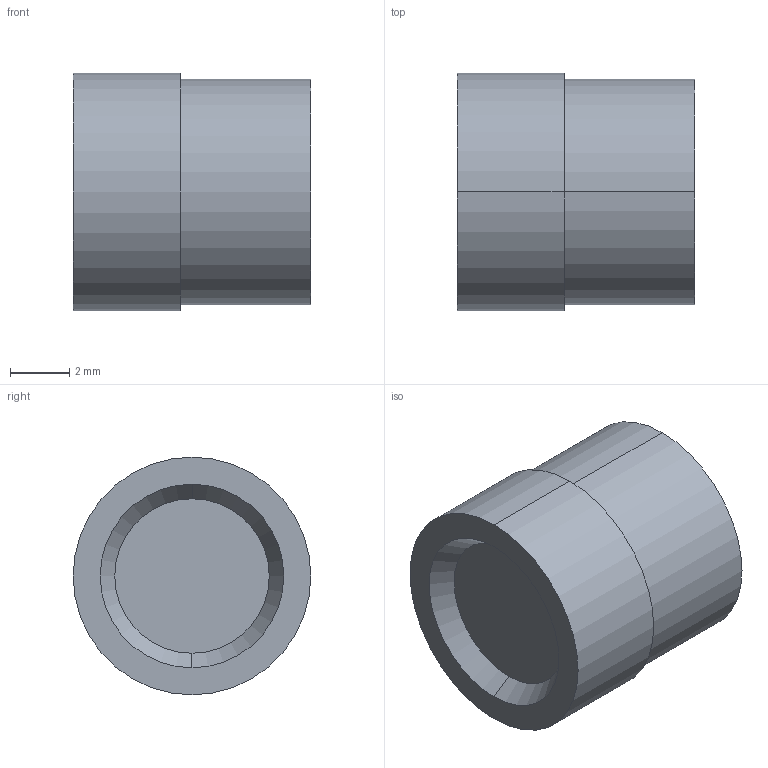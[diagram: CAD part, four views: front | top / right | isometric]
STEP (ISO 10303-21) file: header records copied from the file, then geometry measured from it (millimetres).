
FILE_DESCRIPTION (( 'STEP AP214' ), '1' );
FILE_NAME ('152-FCAP.STEP', '2014-10-06T14:33:43', ( 'allectra' ), ( 'Microsoft' ), 'SwSTEP 2.0', 'SolidWorks 2014', '' );
FILE_SCHEMA (( 'AUTOMOTIVE_DESIGN' ));
Length unit declared in the file: millimetre
Products named in the file (3): 9370-VIT-5.9; 154-SMA-CAP; 152-FCAP
Assembly tree (2 placements, depth 2):
  152-FCAP
    154-SMA-CAP
    9370-VIT-5.9
Bounding box: 8 x 8 x 8 mm (x, y, z)
Volume: 241.6 mm3; surface area: 503.6 mm2
Topology: 2 solids, 2 shells, 20 faces, 36 edges, 24 vertices
Faces by surface type: cylinder 10, plane 8, cone 2
Entity records: 614 total; most frequent: DIRECTION 110, CARTESIAN_POINT 85, ORIENTED_EDGE 72, AXIS2_PLACEMENT_3D 49, EDGE_CURVE 36, CIRCLE 24, EDGE_LOOP 24, VERTEX_POINT 24
